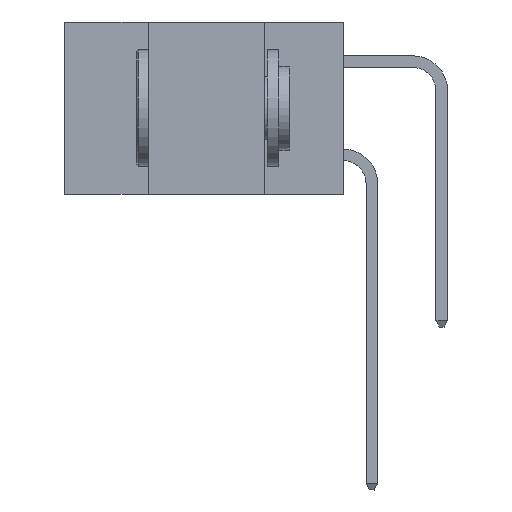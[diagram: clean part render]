
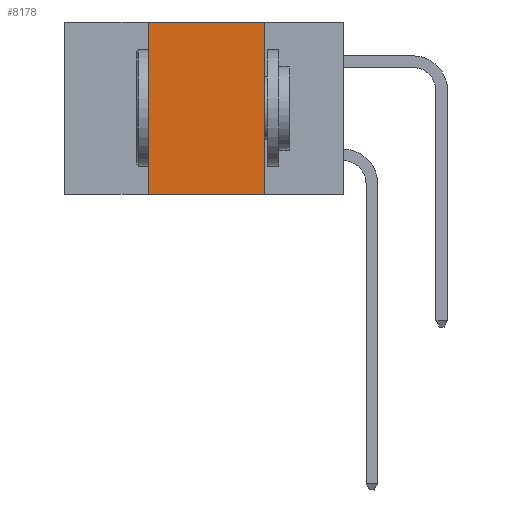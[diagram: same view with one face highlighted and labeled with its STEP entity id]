
A CAD part, left-side view. The second image highlights one B-rep face of the part: STEP entity #8178.
In plain terms, the highlighted planar face has unit normal (-1, 0, 0).
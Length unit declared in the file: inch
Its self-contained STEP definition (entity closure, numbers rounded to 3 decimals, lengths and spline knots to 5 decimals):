
#79 = DIRECTION ( 'NONE',  ( 0., 0., -1. ) ) ;
#1206 = DIRECTION ( 'NONE',  ( 0., -1., 0. ) ) ;
#1727 = ORIENTED_EDGE ( 'NONE', *, *, #13270, .F. ) ;
#2166 = VERTEX_POINT ( 'NONE', #4087 ) ;
#2313 = ORIENTED_EDGE ( 'NONE', *, *, #12981, .T. ) ;
#3694 = CARTESIAN_POINT ( 'NONE',  ( 0., 0.42, 0. ) ) ;
#4087 = CARTESIAN_POINT ( 'NONE',  ( 0., 0.42, -0.37 ) ) ;
#5255 = DIRECTION ( 'NONE',  ( 1., 0., 0. ) ) ;
#5376 = CARTESIAN_POINT ( 'NONE',  ( 0., 0.17, -0.37 ) ) ;
#5686 = ORIENTED_EDGE ( 'NONE', *, *, #7934, .F. ) ;
#6953 = CARTESIAN_POINT ( 'NONE',  ( 0., 0.42, 0. ) ) ;
#7314 = CARTESIAN_POINT ( 'NONE',  ( 0., 0.17, 0. ) ) ;
#7930 = CARTESIAN_POINT ( 'NONE',  ( 0., 0.6, 0. ) ) ;
#7934 = EDGE_CURVE ( 'NONE', #19870, #11220, #21307, .T. ) ;
#8178 = ADVANCED_FACE ( 'NONE', ( #21019 ), #16304, .F. ) ;
#8309 = CARTESIAN_POINT ( 'NONE',  ( 0., 0.6, -0.37 ) ) ;
#10741 = CARTESIAN_POINT ( 'NONE',  ( 0., 0.6, 0. ) ) ;
#11220 = VERTEX_POINT ( 'NONE', #19970 ) ;
#11634 = DIRECTION ( 'NONE',  ( 0., -1., 0. ) ) ;
#11668 = VECTOR ( 'NONE', #11634, 39.37008 ) ;
#12477 = LINE ( 'NONE', #6953, #16797 ) ;
#12981 = EDGE_CURVE ( 'NONE', #2166, #16930, #20063, .T. ) ;
#13270 = EDGE_CURVE ( 'NONE', #11220, #16930, #19232, .T. ) ;
#15262 = AXIS2_PLACEMENT_3D ( 'NONE', #10741, #5255, #18135 ) ;
#15314 = VECTOR ( 'NONE', #1206, 39.37008 ) ;
#16304 = PLANE ( 'NONE',  #15262 ) ;
#16797 = VECTOR ( 'NONE', #19711, 39.37008 ) ;
#16930 = VERTEX_POINT ( 'NONE', #5376 ) ;
#17498 = EDGE_CURVE ( 'NONE', #2166, #19870, #12477, .T. ) ;
#18135 = DIRECTION ( 'NONE',  ( 0., 0., -1. ) ) ;
#18563 = EDGE_LOOP ( 'NONE', ( #1727, #5686, #20578, #2313 ) ) ;
#18679 = VECTOR ( 'NONE', #79, 39.37008 ) ;
#19232 = LINE ( 'NONE', #7314, #18679 ) ;
#19711 = DIRECTION ( 'NONE',  ( 0., 0., 1. ) ) ;
#19870 = VERTEX_POINT ( 'NONE', #3694 ) ;
#19970 = CARTESIAN_POINT ( 'NONE',  ( 0., 0.17, 0. ) ) ;
#20063 = LINE ( 'NONE', #8309, #15314 ) ;
#20578 = ORIENTED_EDGE ( 'NONE', *, *, #17498, .F. ) ;
#21019 = FACE_OUTER_BOUND ( 'NONE', #18563, .T. ) ;
#21307 = LINE ( 'NONE', #7930, #11668 ) ;
